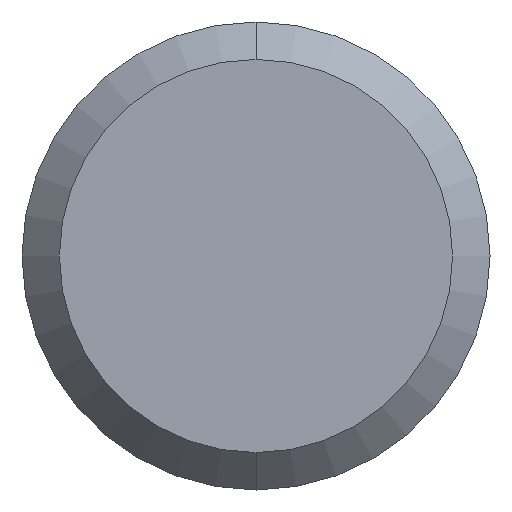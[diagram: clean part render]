
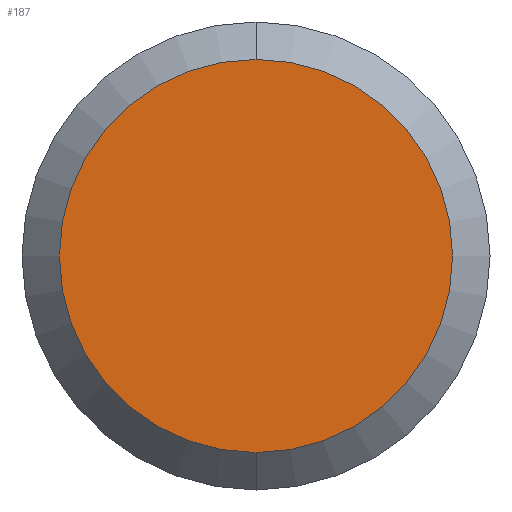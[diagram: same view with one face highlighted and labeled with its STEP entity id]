
A CAD part, front view. The second image highlights one B-rep face of the part: STEP entity #187.
In plain terms, the highlighted planar face has unit normal (0, -1, 0).
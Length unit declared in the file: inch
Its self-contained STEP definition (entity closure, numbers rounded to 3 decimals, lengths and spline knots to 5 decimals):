
#7 = CIRCLE ( 'NONE', #74, 0.0525 ) ;
#8 = EDGE_CURVE ( 'NONE', #69, #18, #7, .T. ) ;
#9 = CARTESIAN_POINT ( 'NONE',  ( 0., 0., -0.0525 ) ) ;
#17 = EDGE_CURVE ( 'NONE', #18, #69, #210, .T. ) ;
#18 = VERTEX_POINT ( 'NONE', #249 ) ;
#19 = FACE_OUTER_BOUND ( 'NONE', #49, .T. ) ;
#25 = CARTESIAN_POINT ( 'NONE',  ( 0., 0., 0. ) ) ;
#31 = CARTESIAN_POINT ( 'NONE',  ( 0., 0., 0. ) ) ;
#49 = EDGE_LOOP ( 'NONE', ( #83, #145 ) ) ;
#66 = DIRECTION ( 'NONE',  ( 0., 0., 1. ) ) ;
#69 = VERTEX_POINT ( 'NONE', #9 ) ;
#71 = AXIS2_PLACEMENT_3D ( 'NONE', #31, #177, #156 ) ;
#74 = AXIS2_PLACEMENT_3D ( 'NONE', #25, #129, #66 ) ;
#83 = ORIENTED_EDGE ( 'NONE', *, *, #17, .T. ) ;
#112 = DIRECTION ( 'NONE',  ( 0., 0., 1. ) ) ;
#129 = DIRECTION ( 'NONE',  ( 0., -1., 0. ) ) ;
#145 = ORIENTED_EDGE ( 'NONE', *, *, #8, .T. ) ;
#152 = AXIS2_PLACEMENT_3D ( 'NONE', #165, #234, #112 ) ;
#155 = PLANE ( 'NONE',  #71 ) ;
#156 = DIRECTION ( 'NONE',  ( 0., 0., 1. ) ) ;
#165 = CARTESIAN_POINT ( 'NONE',  ( 0., 0., 0. ) ) ;
#177 = DIRECTION ( 'NONE',  ( 0., 1., 0. ) ) ;
#187 = ADVANCED_FACE ( 'NONE', ( #19 ), #155, .F. ) ;
#210 = CIRCLE ( 'NONE', #152, 0.0525 ) ;
#234 = DIRECTION ( 'NONE',  ( 0., -1., 0. ) ) ;
#249 = CARTESIAN_POINT ( 'NONE',  ( 0., 0., 0.0525 ) ) ;
